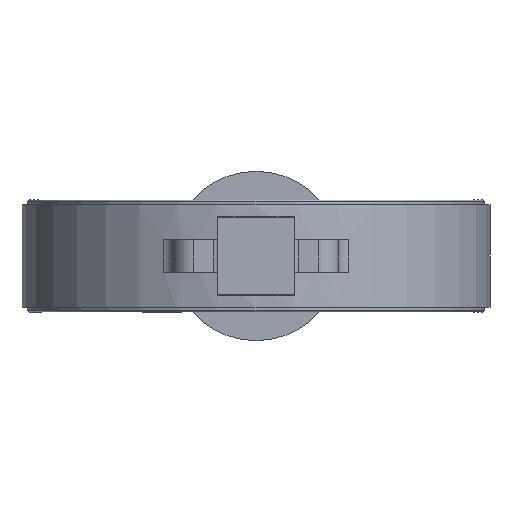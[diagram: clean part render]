
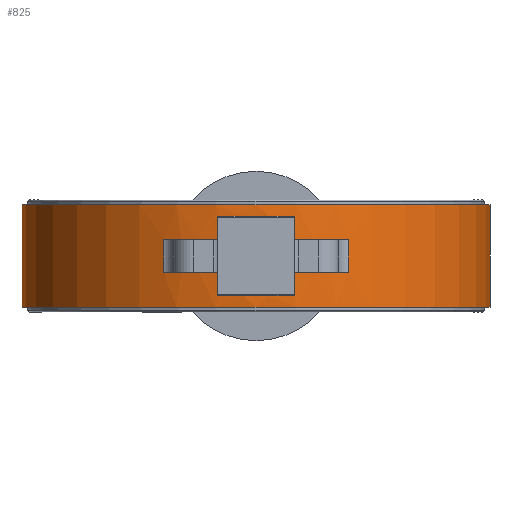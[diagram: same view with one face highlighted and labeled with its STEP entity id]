
A CAD part, front view. The second image highlights one B-rep face of the part: STEP entity #825.
In plain terms, the highlighted cylindrical face has radius 290 mm (diameter 580 mm), a partial arc.
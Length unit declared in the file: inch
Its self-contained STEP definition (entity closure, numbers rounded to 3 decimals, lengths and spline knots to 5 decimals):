
#107 = CIRCLE ( 'NONE', #702, 11.41732 ) ;
#129 = LINE ( 'NONE', #1565, #5319 ) ;
#188 = CARTESIAN_POINT ( 'NONE',  ( 6.27274, 1.87737, 34.37013 ) ) ;
#352 = EDGE_CURVE ( 'NONE', #8303, #9439, #6059, .T. ) ;
#366 = DIRECTION ( 'NONE',  ( 1., 0., 0. ) ) ;
#550 = CIRCLE ( 'NONE', #3618, 11.41732 ) ;
#603 = CARTESIAN_POINT ( 'NONE',  ( -0.0906, 2.64451, 21.84037 ) ) ;
#702 = AXIS2_PLACEMENT_3D ( 'NONE', #4800, #15135, #6056 ) ;
#712 = CARTESIAN_POINT ( 'NONE',  ( -7.01466, 13.1405, 23.55297 ) ) ;
#825 = ADVANCED_FACE ( 'NONE', ( #2672, #1245 ), #7155, .T. ) ;
#987 = AXIS2_PLACEMENT_3D ( 'NONE', #18054, #5089, #9326 ) ;
#1037 = DIRECTION ( 'NONE',  ( 0., 0., 1. ) ) ;
#1245 = FACE_BOUND ( 'NONE', #9105, .T. ) ;
#1565 = CARTESIAN_POINT ( 'NONE',  ( 6.27274, 1.87737, 34.37013 ) ) ;
#1700 = CARTESIAN_POINT ( 'NONE',  ( 15.81999, 13.1405, 23.55297 ) ) ;
#1766 = AXIS2_PLACEMENT_3D ( 'NONE', #16424, #3244, #366 ) ;
#1770 = CARTESIAN_POINT ( 'NONE',  ( 6.27274, 1.87737, 21.84037 ) ) ;
#1880 = CARTESIAN_POINT ( 'NONE',  ( 6.27274, 1.87737, 23.00179 ) ) ;
#1940 = DIRECTION ( 'NONE',  ( 0., 0., 1. ) ) ;
#2238 = VECTOR ( 'NONE', #15112, 39.37008 ) ;
#2375 = DIRECTION ( 'NONE',  ( 0., 0., 1. ) ) ;
#2525 = VERTEX_POINT ( 'NONE', #15493 ) ;
#2672 = FACE_OUTER_BOUND ( 'NONE', #10029, .T. ) ;
#2722 = EDGE_CURVE ( 'NONE', #18797, #17219, #11060, .T. ) ;
#2778 = AXIS2_PLACEMENT_3D ( 'NONE', #3137, #7423, #14780 ) ;
#3007 = DIRECTION ( 'NONE',  ( 0., 0., -1. ) ) ;
#3086 = CARTESIAN_POINT ( 'NONE',  ( 4.40267, 13.1405, 20.26557 ) ) ;
#3102 = CARTESIAN_POINT ( 'NONE',  ( 8.89594, 2.64451, 34.37013 ) ) ;
#3123 = EDGE_CURVE ( 'NONE', #12764, #2525, #10627, .T. ) ;
#3137 = CARTESIAN_POINT ( 'NONE',  ( 4.40267, 13.1405, 18.55297 ) ) ;
#3179 = DIRECTION ( 'NONE',  ( 0., 0., 1. ) ) ;
#3226 = EDGE_CURVE ( 'NONE', #17993, #12764, #107, .T. ) ;
#3244 = DIRECTION ( 'NONE',  ( 0., 0., 1. ) ) ;
#3436 = EDGE_CURVE ( 'NONE', #6212, #12755, #7942, .T. ) ;
#3549 = ORIENTED_EDGE ( 'NONE', *, *, #10938, .T. ) ;
#3618 = AXIS2_PLACEMENT_3D ( 'NONE', #13841, #14317, #14414 ) ;
#3764 = CARTESIAN_POINT ( 'NONE',  ( 2.53259, 1.87737, 19.10415 ) ) ;
#3997 = AXIS2_PLACEMENT_3D ( 'NONE', #9910, #2375, #4128 ) ;
#4084 = AXIS2_PLACEMENT_3D ( 'NONE', #12921, #18780, #17513 ) ;
#4128 = DIRECTION ( 'NONE',  ( -1., 0., 0. ) ) ;
#4607 = DIRECTION ( 'NONE',  ( 0., 0., 1. ) ) ;
#4622 = CARTESIAN_POINT ( 'NONE',  ( 6.27274, 1.87737, 20.26557 ) ) ;
#4779 = EDGE_CURVE ( 'NONE', #10575, #8303, #550, .T. ) ;
#4800 = CARTESIAN_POINT ( 'NONE',  ( 4.40267, 13.1405, 21.84037 ) ) ;
#4803 = CARTESIAN_POINT ( 'NONE',  ( -0.0906, 2.64451, 34.37013 ) ) ;
#5072 = ORIENTED_EDGE ( 'NONE', *, *, #13598, .F. ) ;
#5089 = DIRECTION ( 'NONE',  ( 0., 0., -1. ) ) ;
#5319 = VECTOR ( 'NONE', #13314, 39.37008 ) ;
#5588 = ORIENTED_EDGE ( 'NONE', *, *, #9271, .T. ) ;
#6056 = DIRECTION ( 'NONE',  ( -1., 0., 0. ) ) ;
#6059 = LINE ( 'NONE', #4803, #10664 ) ;
#6133 = CIRCLE ( 'NONE', #6424, 11.41732 ) ;
#6212 = VERTEX_POINT ( 'NONE', #17353 ) ;
#6297 = CARTESIAN_POINT ( 'NONE',  ( 2.53259, 1.87737, 34.37013 ) ) ;
#6424 = AXIS2_PLACEMENT_3D ( 'NONE', #3086, #3179, #17890 ) ;
#6561 = VECTOR ( 'NONE', #3007, 39.37008 ) ;
#7025 = VERTEX_POINT ( 'NONE', #16181 ) ;
#7155 = CYLINDRICAL_SURFACE ( 'NONE', #1766, 11.41732 ) ;
#7255 = EDGE_CURVE ( 'NONE', #15518, #18797, #10705, .T. ) ;
#7342 = ORIENTED_EDGE ( 'NONE', *, *, #13926, .T. ) ;
#7378 = AXIS2_PLACEMENT_3D ( 'NONE', #17382, #1037, #17171 ) ;
#7385 = ORIENTED_EDGE ( 'NONE', *, *, #13547, .F. ) ;
#7423 = DIRECTION ( 'NONE',  ( 0., 0., 1. ) ) ;
#7704 = ORIENTED_EDGE ( 'NONE', *, *, #15076, .T. ) ;
#7942 = LINE ( 'NONE', #16743, #2238 ) ;
#8105 = ORIENTED_EDGE ( 'NONE', *, *, #3123, .T. ) ;
#8303 = VERTEX_POINT ( 'NONE', #10655 ) ;
#8809 = ORIENTED_EDGE ( 'NONE', *, *, #16784, .F. ) ;
#8832 = VERTEX_POINT ( 'NONE', #14556 ) ;
#9040 = CIRCLE ( 'NONE', #4084, 11.41732 ) ;
#9105 = EDGE_LOOP ( 'NONE', ( #3549, #7704, #18460, #17775, #8809, #17242, #10044, #7342, #15554, #8105, #7385, #18648 ) ) ;
#9271 = EDGE_CURVE ( 'NONE', #6212, #8832, #11383, .T. ) ;
#9294 = CARTESIAN_POINT ( 'NONE',  ( 15.81999, 13.1405, 34.37013 ) ) ;
#9326 = DIRECTION ( 'NONE',  ( 1., 0., 0. ) ) ;
#9439 = VERTEX_POINT ( 'NONE', #603 ) ;
#9910 = CARTESIAN_POINT ( 'NONE',  ( 4.40267, 13.1405, 23.00179 ) ) ;
#10029 = EDGE_LOOP ( 'NONE', ( #11479, #5588, #14580, #5072 ) ) ;
#10044 = ORIENTED_EDGE ( 'NONE', *, *, #2722, .T. ) ;
#10110 = VERTEX_POINT ( 'NONE', #4622 ) ;
#10575 = VERTEX_POINT ( 'NONE', #18907 ) ;
#10627 = LINE ( 'NONE', #3102, #6561 ) ;
#10655 = CARTESIAN_POINT ( 'NONE',  ( -0.0906, 2.64451, 20.26557 ) ) ;
#10664 = VECTOR ( 'NONE', #15138, 39.37008 ) ;
#10705 = LINE ( 'NONE', #6297, #15050 ) ;
#10891 = VECTOR ( 'NONE', #4607, 39.37008 ) ;
#10921 = VERTEX_POINT ( 'NONE', #3764 ) ;
#10938 = EDGE_CURVE ( 'NONE', #7025, #10921, #9040, .T. ) ;
#11060 = CIRCLE ( 'NONE', #3997, 11.41732 ) ;
#11061 = EDGE_CURVE ( 'NONE', #10110, #7025, #129, .T. ) ;
#11383 = CIRCLE ( 'NONE', #2778, 11.41732 ) ;
#11479 = ORIENTED_EDGE ( 'NONE', *, *, #3436, .F. ) ;
#11612 = VECTOR ( 'NONE', #1940, 39.37008 ) ;
#11912 = DIRECTION ( 'NONE',  ( 0., 0., -1. ) ) ;
#11965 = DIRECTION ( 'NONE',  ( 0., 0., 1. ) ) ;
#12164 = LINE ( 'NONE', #9294, #10891 ) ;
#12178 = EDGE_CURVE ( 'NONE', #8832, #14162, #12164, .T. ) ;
#12431 = CARTESIAN_POINT ( 'NONE',  ( 2.53259, 1.87737, 34.37013 ) ) ;
#12755 = VERTEX_POINT ( 'NONE', #712 ) ;
#12764 = VERTEX_POINT ( 'NONE', #18988 ) ;
#12921 = CARTESIAN_POINT ( 'NONE',  ( 4.40267, 13.1405, 19.10415 ) ) ;
#12991 = CARTESIAN_POINT ( 'NONE',  ( 2.53259, 1.87737, 23.00179 ) ) ;
#13314 = DIRECTION ( 'NONE',  ( 0., 0., -1. ) ) ;
#13372 = LINE ( 'NONE', #188, #18656 ) ;
#13547 = EDGE_CURVE ( 'NONE', #10110, #2525, #6133, .T. ) ;
#13598 = EDGE_CURVE ( 'NONE', #12755, #14162, #15605, .T. ) ;
#13841 = CARTESIAN_POINT ( 'NONE',  ( 4.40267, 13.1405, 20.26557 ) ) ;
#13926 = EDGE_CURVE ( 'NONE', #17219, #17993, #13372, .T. ) ;
#14162 = VERTEX_POINT ( 'NONE', #1700 ) ;
#14317 = DIRECTION ( 'NONE',  ( 0., 0., -1. ) ) ;
#14414 = DIRECTION ( 'NONE',  ( 1., 0., 0. ) ) ;
#14556 = CARTESIAN_POINT ( 'NONE',  ( 15.81999, 13.1405, 18.55297 ) ) ;
#14580 = ORIENTED_EDGE ( 'NONE', *, *, #12178, .T. ) ;
#14780 = DIRECTION ( 'NONE',  ( 1., 0., 0. ) ) ;
#15050 = VECTOR ( 'NONE', #11965, 39.37008 ) ;
#15076 = EDGE_CURVE ( 'NONE', #10921, #10575, #18382, .T. ) ;
#15108 = CIRCLE ( 'NONE', #987, 11.41732 ) ;
#15112 = DIRECTION ( 'NONE',  ( 0., 0., 1. ) ) ;
#15135 = DIRECTION ( 'NONE',  ( 0., 0., 1. ) ) ;
#15138 = DIRECTION ( 'NONE',  ( 0., 0., 1. ) ) ;
#15493 = CARTESIAN_POINT ( 'NONE',  ( 8.89594, 2.64451, 20.26557 ) ) ;
#15518 = VERTEX_POINT ( 'NONE', #16865 ) ;
#15554 = ORIENTED_EDGE ( 'NONE', *, *, #3226, .T. ) ;
#15605 = CIRCLE ( 'NONE', #7378, 11.41732 ) ;
#16181 = CARTESIAN_POINT ( 'NONE',  ( 6.27274, 1.87737, 19.10415 ) ) ;
#16424 = CARTESIAN_POINT ( 'NONE',  ( 4.40267, 13.1405, 34.37013 ) ) ;
#16743 = CARTESIAN_POINT ( 'NONE',  ( -7.01466, 13.1405, 34.37013 ) ) ;
#16784 = EDGE_CURVE ( 'NONE', #15518, #9439, #15108, .T. ) ;
#16865 = CARTESIAN_POINT ( 'NONE',  ( 2.53259, 1.87737, 21.84037 ) ) ;
#17171 = DIRECTION ( 'NONE',  ( 1., 0., 0. ) ) ;
#17219 = VERTEX_POINT ( 'NONE', #1880 ) ;
#17242 = ORIENTED_EDGE ( 'NONE', *, *, #7255, .T. ) ;
#17353 = CARTESIAN_POINT ( 'NONE',  ( -7.01466, 13.1405, 18.55297 ) ) ;
#17382 = CARTESIAN_POINT ( 'NONE',  ( 4.40267, 13.1405, 23.55297 ) ) ;
#17513 = DIRECTION ( 'NONE',  ( 1., 0., 0. ) ) ;
#17775 = ORIENTED_EDGE ( 'NONE', *, *, #352, .T. ) ;
#17890 = DIRECTION ( 'NONE',  ( -1., 0., 0. ) ) ;
#17993 = VERTEX_POINT ( 'NONE', #1770 ) ;
#18054 = CARTESIAN_POINT ( 'NONE',  ( 4.40267, 13.1405, 21.84037 ) ) ;
#18382 = LINE ( 'NONE', #12431, #11612 ) ;
#18460 = ORIENTED_EDGE ( 'NONE', *, *, #4779, .T. ) ;
#18648 = ORIENTED_EDGE ( 'NONE', *, *, #11061, .T. ) ;
#18656 = VECTOR ( 'NONE', #11912, 39.37008 ) ;
#18780 = DIRECTION ( 'NONE',  ( 0., 0., -1. ) ) ;
#18797 = VERTEX_POINT ( 'NONE', #12991 ) ;
#18907 = CARTESIAN_POINT ( 'NONE',  ( 2.53259, 1.87737, 20.26557 ) ) ;
#18988 = CARTESIAN_POINT ( 'NONE',  ( 8.89594, 2.64451, 21.84037 ) ) ;
